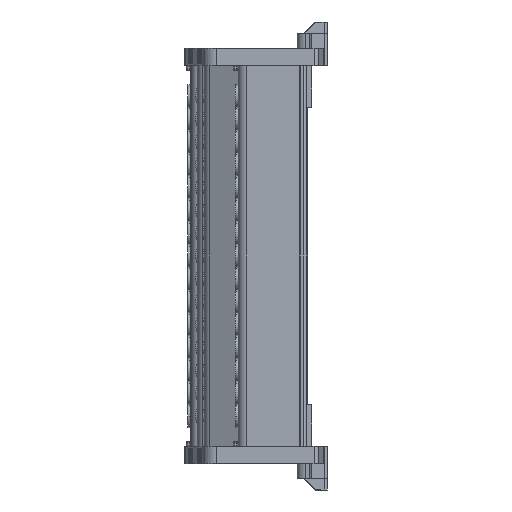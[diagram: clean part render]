
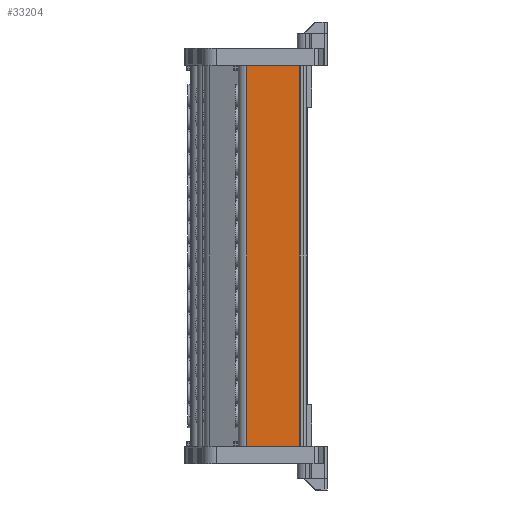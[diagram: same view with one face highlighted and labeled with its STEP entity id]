
A CAD part, left-side view. The second image highlights one B-rep face of the part: STEP entity #33204.
In plain terms, the highlighted planar face has unit normal (-1, 0.018, 0).
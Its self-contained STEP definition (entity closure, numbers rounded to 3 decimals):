
#8206 = VECTOR ( 'NONE', #10202, 1000. ) ;
#10135 = CARTESIAN_POINT ( 'NONE',  ( 352.899, -109.664, -10.891 ) ) ;
#10155 = LINE ( 'NONE', #10135, #8206 ) ;
#10202 = DIRECTION ( 'NONE',  ( 0., 0., -1. ) ) ;
#18889 = FACE_OUTER_BOUND ( 'NONE', #99587, .T. ) ;
#18923 = DIRECTION ( 'NONE',  ( 1., -0.017, 0. ) ) ;
#18932 = DIRECTION ( 'NONE',  ( 0.017, 1., 0. ) ) ;
#18939 = CARTESIAN_POINT ( 'NONE',  ( 353.3, -86.717, -10.891 ) ) ;
#18948 = PLANE ( 'NONE',  #39743 ) ;
#20263 = VERTEX_POINT ( 'NONE', #72977 ) ;
#21812 = CARTESIAN_POINT ( 'NONE',  ( 353.23, -90.714, 96.295 ) ) ;
#21819 = DIRECTION ( 'NONE',  ( -0.017, -1., 0. ) ) ;
#22520 = LINE ( 'NONE', #21812, #25014 ) ;
#24273 = VECTOR ( 'NONE', #25912, 1000. ) ;
#24289 = VECTOR ( 'NONE', #25902, 1000. ) ;
#25014 = VECTOR ( 'NONE', #21819, 1000. ) ;
#25839 = CARTESIAN_POINT ( 'NONE',  ( 353.23, -90.714, 2.304 ) ) ;
#25871 = LINE ( 'NONE', #25839, #24273 ) ;
#25880 = LINE ( 'NONE', #25887, #24289 ) ;
#25887 = CARTESIAN_POINT ( 'NONE',  ( 352.899, -109.664, -33.405 ) ) ;
#25902 = DIRECTION ( 'NONE',  ( 0.017, 1., 0. ) ) ;
#25912 = DIRECTION ( 'NONE',  ( 0., 0., 1. ) ) ;
#33204 = ADVANCED_FACE ( 'NONE', ( #18889 ), #18948, .F. ) ;
#33611 = EDGE_CURVE ( 'NONE', #62609, #61834, #22520, .T. ) ;
#33840 = EDGE_CURVE ( 'NONE', #20263, #62609, #25871, .T. ) ;
#33844 = EDGE_CURVE ( 'NONE', #61848, #20263, #25880, .T. ) ;
#34842 = EDGE_CURVE ( 'NONE', #61834, #61848, #10155, .T. ) ;
#39743 = AXIS2_PLACEMENT_3D ( 'NONE', #18939, #18923, #18932 ) ;
#61834 = VERTEX_POINT ( 'NONE', #112866 ) ;
#61848 = VERTEX_POINT ( 'NONE', #113024 ) ;
#62609 = VERTEX_POINT ( 'NONE', #112056 ) ;
#72977 = CARTESIAN_POINT ( 'NONE',  ( 353.23, -90.714, -33.405 ) ) ;
#99587 = EDGE_LOOP ( 'NONE', ( #114289, #114306, #114275, #114258 ) ) ;
#112056 = CARTESIAN_POINT ( 'NONE',  ( 353.23, -90.714, 96.295 ) ) ;
#112866 = CARTESIAN_POINT ( 'NONE',  ( 352.899, -109.664, 96.295 ) ) ;
#113024 = CARTESIAN_POINT ( 'NONE',  ( 352.899, -109.664, -33.405 ) ) ;
#114258 = ORIENTED_EDGE ( 'NONE', *, *, #33844, .F. ) ;
#114275 = ORIENTED_EDGE ( 'NONE', *, *, #33840, .F. ) ;
#114289 = ORIENTED_EDGE ( 'NONE', *, *, #34842, .F. ) ;
#114306 = ORIENTED_EDGE ( 'NONE', *, *, #33611, .F. ) ;
